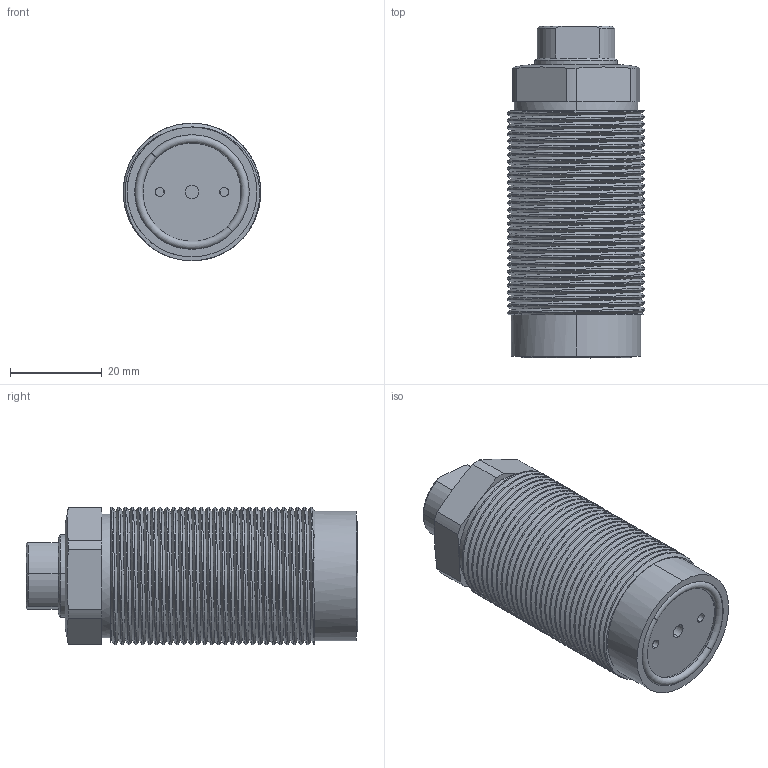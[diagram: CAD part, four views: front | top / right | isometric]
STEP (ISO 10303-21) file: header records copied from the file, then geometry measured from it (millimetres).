
FILE_DESCRIPTION (( 'STEP AP214' ), '1' );
FILE_NAME ('CTC-K030AL.STEP', '2018-10-28T00:46:30', ( '' ), ( '' ), 'SwSTEP 2.0', 'SolidWorks 2016', '' );
FILE_SCHEMA (( 'AUTOMOTIVE_DESIGN' ));
Length unit declared in the file: millimetre
Products named in the file (4): CTC-K030(0); CTC-K030AL(HSG); CTC-K030AL(BT); CTC-K030AL
Assembly tree (3 placements, depth 2):
  CTC-K030AL
    CTC-K030AL(BT)
    CTC-K030AL(HSG)
    CTC-K030(0)
Bounding box: 29.99 x 72.38 x 30 mm (x, y, z)
Volume: 36847.9 mm3; surface area: 20210.7 mm2
Topology: 3 solids, 3 shells, 137 faces, 354 edges, 227 vertices
Faces by surface type: cylinder 93, plane 29, cone 9, torus 4, bspline 2
Entity records: 7809 total; most frequent: CARTESIAN_POINT 4615, ORIENTED_EDGE 704, DIRECTION 589, EDGE_CURVE 352, AXIS2_PLACEMENT_3D 232, VERTEX_POINT 227, EDGE_LOOP 147, FACE_OUTER_BOUND 137
